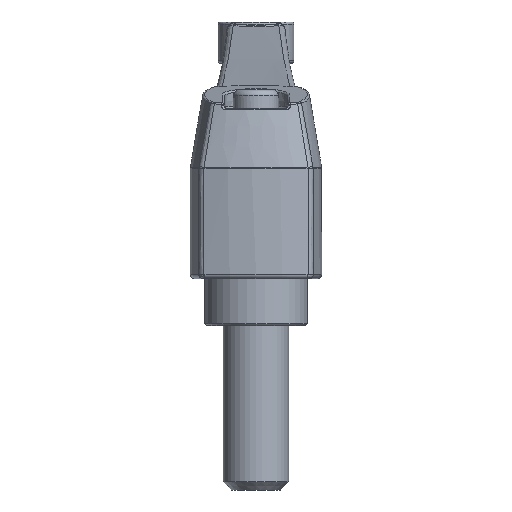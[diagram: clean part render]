
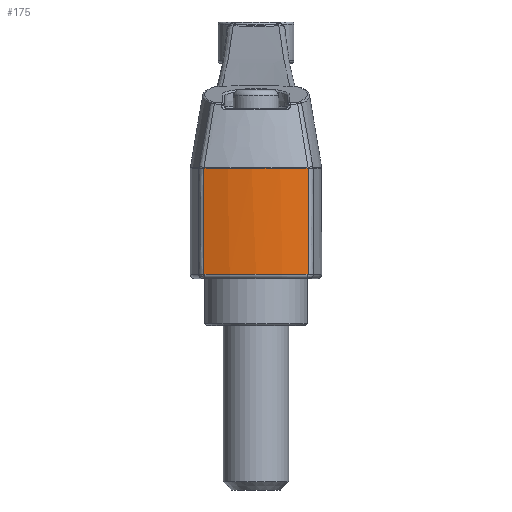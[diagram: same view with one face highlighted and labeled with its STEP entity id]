
A CAD part, left-side view. The second image highlights one B-rep face of the part: STEP entity #175.
In plain terms, the highlighted cylindrical face has radius 39.985 mm (diameter 79.97 mm), a partial arc.
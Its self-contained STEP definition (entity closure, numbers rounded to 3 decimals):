
#175 = ADVANCED_FACE( '', ( #477 ), #478, .T. );
#477 = FACE_OUTER_BOUND( '', #1139, .T. );
#478 = CYLINDRICAL_SURFACE( '', #1140, 39.985 );
#1139 = EDGE_LOOP( '', ( #12025, #12026, #12027, #12028 ) );
#1140 = AXIS2_PLACEMENT_3D( '', #12029, #12030, #12031 );
#12025 = ORIENTED_EDGE( '', *, *, #12947, .T. );
#12026 = ORIENTED_EDGE( '', *, *, #12948, .T. );
#12027 = ORIENTED_EDGE( '', *, *, #12949, .T. );
#12028 = ORIENTED_EDGE( '', *, *, #12950, .T. );
#12029 = CARTESIAN_POINT( '', ( 23.985, 0., 0. ) );
#12030 = DIRECTION( '', ( 0., 0., 1. ) );
#12031 = DIRECTION( '', ( -1., 0., 0. ) );
#12947 = EDGE_CURVE( '', #13416, #13417, #13418, .T. );
#12948 = EDGE_CURVE( '', #13417, #13419, #13420, .F. );
#12949 = EDGE_CURVE( '', #13419, #13421, #13422, .T. );
#12950 = EDGE_CURVE( '', #13421, #13416, #13423, .T. );
#13416 = VERTEX_POINT( '', #14416 );
#13417 = VERTEX_POINT( '', #14417 );
#13418 = B_SPLINE_CURVE_WITH_KNOTS( '', 3, ( #14418, #14419, #14420, #14421 ), .UNSPECIFIED., .F., .F., ( 4, 4 ), ( 0.006, 0.963 ), .UNSPECIFIED. );
#13419 = VERTEX_POINT( '', #14422 );
#13420 = CIRCLE( '', #14423, 39.985 );
#13421 = VERTEX_POINT( '', #14424 );
#13422 = B_SPLINE_CURVE_WITH_KNOTS( '', 3, ( #14425, #14426, #14427, #14428 ), .UNSPECIFIED., .F., .F., ( 4, 4 ), ( 0.037, 0.994 ), .UNSPECIFIED. );
#13423 = B_SPLINE_CURVE_WITH_KNOTS( '', 3, ( #14429, #14430, #14431, #14432, #14433, #14434, #14435, #14436, #14437, #14438, #14439, #14440, #14441, #14442, #14443, #14444, #14445, #14446, #14447, #14448, #14449, #14450, #14451, #14452, #14453, #14454, #14455, #14456, #14457, #14458, #14459, #14460, #14461, #14462, #14463, #14464, #14465, #14466, #14467, #14468 ), .UNSPECIFIED., .F., .F., ( 4, 1, 2, 2, 2, 2, 2, 2, 2, 2, 2, 2, 2, 2, 2, 1, 2, 2, 2, 2, 4 ), ( 0., 0.001, 0.002, 0.003, 0.005, 0.006, 0.007, 0.008, 0.01, 0.011, 0.013, 0.014, 0.016, 0.018, 0.018, 0.019, 0.021, 0.022, 0.022, 0.024, 0.026 ), .UNSPECIFIED. );
#14416 = CARTESIAN_POINT( '', ( -13.938, 12.675, 26.844 ) );
#14417 = CARTESIAN_POINT( '', ( -13.938, 12.675, 1. ) );
#14418 = CARTESIAN_POINT( '', ( -13.938, 12.675, 26.844 ) );
#14419 = CARTESIAN_POINT( '', ( -13.938, 12.675, 18.23 ) );
#14420 = CARTESIAN_POINT( '', ( -13.938, 12.675, 9.615 ) );
#14421 = CARTESIAN_POINT( '', ( -13.938, 12.675, 1. ) );
#14422 = CARTESIAN_POINT( '', ( -13.938, -12.675, 1. ) );
#14423 = AXIS2_PLACEMENT_3D( '', #18751, #18752, #18753 );
#14424 = CARTESIAN_POINT( '', ( -13.938, -12.675, 26.844 ) );
#14425 = CARTESIAN_POINT( '', ( -13.938, -12.675, 1. ) );
#14426 = CARTESIAN_POINT( '', ( -13.938, -12.675, 9.615 ) );
#14427 = CARTESIAN_POINT( '', ( -13.938, -12.675, 18.23 ) );
#14428 = CARTESIAN_POINT( '', ( -13.938, -12.675, 26.844 ) );
#14429 = CARTESIAN_POINT( '', ( -13.938, -12.675, 26.844 ) );
#14430 = CARTESIAN_POINT( '', ( -14.024, -12.418, 26.845 ) );
#14431 = CARTESIAN_POINT( '', ( -14.19, -11.903, 26.847 ) );
#14432 = CARTESIAN_POINT( '', ( -14.346, -11.386, 26.848 ) );
#14433 = CARTESIAN_POINT( '', ( -14.571, -10.61, 26.851 ) );
#14434 = CARTESIAN_POINT( '', ( -14.71, -10.09, 26.852 ) );
#14435 = CARTESIAN_POINT( '', ( -14.967, -9.048, 26.855 ) );
#14436 = CARTESIAN_POINT( '', ( -15.084, -8.525, 26.856 ) );
#14437 = CARTESIAN_POINT( '', ( -15.299, -7.475, 26.859 ) );
#14438 = CARTESIAN_POINT( '', ( -15.395, -6.949, 26.86 ) );
#14439 = CARTESIAN_POINT( '', ( -15.524, -6.157, 26.861 ) );
#14440 = CARTESIAN_POINT( '', ( -15.564, -5.892, 26.861 ) );
#14441 = CARTESIAN_POINT( '', ( -15.64, -5.362, 26.862 ) );
#14442 = CARTESIAN_POINT( '', ( -15.675, -5.097, 26.863 ) );
#14443 = CARTESIAN_POINT( '', ( -15.772, -4.3, 26.864 ) );
#14444 = CARTESIAN_POINT( '', ( -15.826, -3.766, 26.864 ) );
#14445 = CARTESIAN_POINT( '', ( -15.913, -2.696, 26.865 ) );
#14446 = CARTESIAN_POINT( '', ( -15.945, -2.16, 26.865 ) );
#14447 = CARTESIAN_POINT( '', ( -15.989, -1.082, 26.866 ) );
#14448 = CARTESIAN_POINT( '', ( -16., -0.542, 26.866 ) );
#14449 = CARTESIAN_POINT( '', ( -16., 0.542, 26.866 ) );
#14450 = CARTESIAN_POINT( '', ( -15.989, 1.082, 26.866 ) );
#14451 = CARTESIAN_POINT( '', ( -15.945, 2.16, 26.865 ) );
#14452 = CARTESIAN_POINT( '', ( -15.913, 2.696, 26.865 ) );
#14453 = CARTESIAN_POINT( '', ( -15.826, 3.766, 26.864 ) );
#14454 = CARTESIAN_POINT( '', ( -15.772, 4.3, 26.864 ) );
#14455 = CARTESIAN_POINT( '', ( -15.675, 5.097, 26.862 ) );
#14456 = CARTESIAN_POINT( '', ( -15.64, 5.362, 26.862 ) );
#14457 = CARTESIAN_POINT( '', ( -15.564, 5.892, 26.861 ) );
#14458 = CARTESIAN_POINT( '', ( -15.443, 6.686, 26.86 ) );
#14459 = CARTESIAN_POINT( '', ( -15.299, 7.475, 26.858 ) );
#14460 = CARTESIAN_POINT( '', ( -15.138, 8.262, 26.857 ) );
#14461 = CARTESIAN_POINT( '', ( -15.082, 8.524, 26.856 ) );
#14462 = CARTESIAN_POINT( '', ( -14.964, 9.047, 26.855 ) );
#14463 = CARTESIAN_POINT( '', ( -14.902, 9.308, 26.854 ) );
#14464 = CARTESIAN_POINT( '', ( -14.71, 10.09, 26.852 ) );
#14465 = CARTESIAN_POINT( '', ( -14.571, 10.61, 26.851 ) );
#14466 = CARTESIAN_POINT( '', ( -14.271, 11.645, 26.848 ) );
#14467 = CARTESIAN_POINT( '', ( -14.11, 12.161, 26.846 ) );
#14468 = CARTESIAN_POINT( '', ( -13.938, 12.675, 26.844 ) );
#18751 = CARTESIAN_POINT( '', ( 23.985, 0., 1. ) );
#18752 = DIRECTION( '', ( 0., 0., -1. ) );
#18753 = DIRECTION( '', ( -1., 0., 0. ) );
